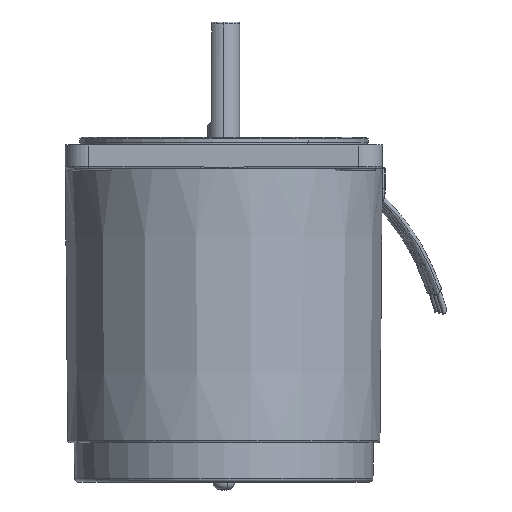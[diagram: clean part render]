
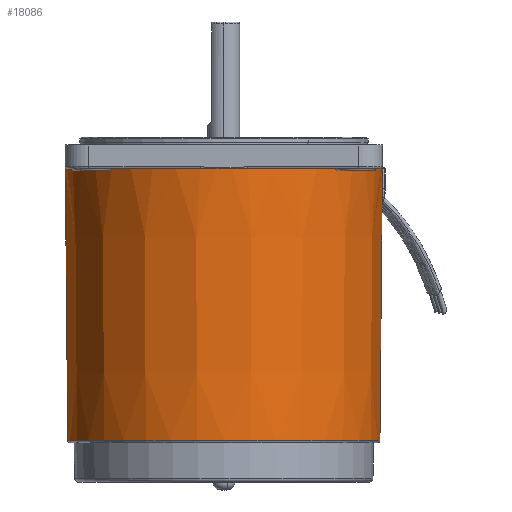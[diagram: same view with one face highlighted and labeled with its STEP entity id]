
A CAD part, left-side view. The second image highlights one B-rep face of the part: STEP entity #18086.
In plain terms, the highlighted conical face has half-angle 0.5 degrees and reference radius 39.35 mm.
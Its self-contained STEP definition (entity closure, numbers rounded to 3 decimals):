
#2612 = CARTESIAN_POINT ( 'NONE',  ( -39.948, 0., -6. ) ) ;
#2637 = CARTESIAN_POINT ( 'NONE',  ( 39.35, 0., -74.504 ) ) ;
#3051 = CARTESIAN_POINT ( 'NONE',  ( 5.964, 39.5, -6. ) ) ;
#3276 = CIRCLE ( 'NONE', #3326, 39.948 ) ;
#3281 = AXIS2_PLACEMENT_3D ( 'NONE', #3313, #3365, #3364 ) ;
#3288 = CARTESIAN_POINT ( 'NONE',  ( 0., 0., -6. ) ) ;
#3309 = CARTESIAN_POINT ( 'NONE',  ( -39.35, 0., -74.504 ) ) ;
#3312 = CARTESIAN_POINT ( 'NONE',  ( -5.964, 39.5, -6. ) ) ;
#3313 = CARTESIAN_POINT ( 'NONE',  ( 0., 0., -6. ) ) ;
#3314 = DIRECTION ( 'NONE',  ( 1., 0., 0. ) ) ;
#3315 = DIRECTION ( 'NONE',  ( 0., 0., 1. ) ) ;
#3316 = CARTESIAN_POINT ( 'NONE',  ( 0., 0., -74.504 ) ) ;
#3319 = CONICAL_SURFACE ( 'NONE', #3363, 39.35, 0.009 ) ;
#3320 = AXIS2_PLACEMENT_3D ( 'NONE', #3327, #3315, #3314 ) ;
#3321 = DIRECTION ( 'NONE',  ( 1., 0., 0. ) ) ;
#3322 = DIRECTION ( 'NONE',  ( 0., 0., 1. ) ) ;
#3323 = AXIS2_PLACEMENT_3D ( 'NONE', #3352, #3357, #3350 ) ;
#3324 = CARTESIAN_POINT ( 'NONE',  ( 39.5, 5.964, -6. ) ) ;
#3325 = DIRECTION ( 'NONE',  ( 1., 0., 0. ) ) ;
#3326 = AXIS2_PLACEMENT_3D ( 'NONE', #3335, #3322, #3321 ) ;
#3327 = CARTESIAN_POINT ( 'NONE',  ( 0., 0., -6. ) ) ;
#3331 = CIRCLE ( 'NONE', #3320, 39.948 ) ;
#3332 = CIRCLE ( 'NONE', #3334, 39.948 ) ;
#3333 = CIRCLE ( 'NONE', #3281, 39.948 ) ;
#3334 = AXIS2_PLACEMENT_3D ( 'NONE', #3288, #3340, #3325 ) ;
#3335 = CARTESIAN_POINT ( 'NONE',  ( 0., 0., -6. ) ) ;
#3340 = DIRECTION ( 'NONE',  ( 0., 0., 1. ) ) ;
#3350 = DIRECTION ( 'NONE',  ( 1., 0., 0. ) ) ;
#3352 = CARTESIAN_POINT ( 'NONE',  ( 0., 0., -74.504 ) ) ;
#3353 = DIRECTION ( 'NONE',  ( -0.009, 0., 1. ) ) ;
#3354 = VECTOR ( 'NONE', #3353, 1000. ) ;
#3355 = CARTESIAN_POINT ( 'NONE',  ( -39.35, 0., -74.504 ) ) ;
#3356 = LINE ( 'NONE', #3355, #3354 ) ;
#3357 = DIRECTION ( 'NONE',  ( 0., 0., 1. ) ) ;
#3358 = DIRECTION ( 'NONE',  ( 1., 0., 0. ) ) ;
#3359 = DIRECTION ( 'NONE',  ( 0., 0., 1. ) ) ;
#3363 = AXIS2_PLACEMENT_3D ( 'NONE', #3316, #3359, #3358 ) ;
#3364 = DIRECTION ( 'NONE',  ( 1., 0., 0. ) ) ;
#3365 = DIRECTION ( 'NONE',  ( 0., 0., 1. ) ) ;
#3366 = CARTESIAN_POINT ( 'NONE',  ( -39.5, 5.964, -6. ) ) ;
#3367 = CIRCLE ( 'NONE', #3323, 39.35 ) ;
#3368 = FACE_OUTER_BOUND ( 'NONE', #18024, .T. ) ;
#3452 = CARTESIAN_POINT ( 'NONE',  ( 39.948, 0., -6. ) ) ;
#3572 = CIRCLE ( 'NONE', #3609, 39.948 ) ;
#3595 = DIRECTION ( 'NONE',  ( 0., 0., 1. ) ) ;
#3601 = DIRECTION ( 'NONE',  ( 0.009, 0., 1. ) ) ;
#3602 = VECTOR ( 'NONE', #3601, 1000. ) ;
#3609 = AXIS2_PLACEMENT_3D ( 'NONE', #3612, #3595, #3656 ) ;
#3610 = CARTESIAN_POINT ( 'NONE',  ( 39.35, 0., -74.504 ) ) ;
#3611 = LINE ( 'NONE', #3610, #3602 ) ;
#3612 = CARTESIAN_POINT ( 'NONE',  ( 0., 0., -6. ) ) ;
#3656 = DIRECTION ( 'NONE',  ( 1., 0., 0. ) ) ;
#17964 = VERTEX_POINT ( 'NONE', #3051 ) ;
#18004 = ORIENTED_EDGE ( 'NONE', *, *, #18080, .F. ) ;
#18005 = ORIENTED_EDGE ( 'NONE', *, *, #18089, .T. ) ;
#18010 = VERTEX_POINT ( 'NONE', #2637 ) ;
#18012 = VERTEX_POINT ( 'NONE', #2612 ) ;
#18024 = EDGE_LOOP ( 'NONE', ( #18088, #18005, #18004, #18075, #18077, #18074, #18219, #18141 ) ) ;
#18074 = ORIENTED_EDGE ( 'NONE', *, *, #18078, .F. ) ;
#18075 = ORIENTED_EDGE ( 'NONE', *, *, #18082, .F. ) ;
#18076 = EDGE_CURVE ( 'NONE', #17964, #18084, #3332, .T. ) ;
#18077 = ORIENTED_EDGE ( 'NONE', *, *, #18076, .F. ) ;
#18078 = EDGE_CURVE ( 'NONE', #18079, #17964, #3276, .T. ) ;
#18079 = VERTEX_POINT ( 'NONE', #3324 ) ;
#18080 = EDGE_CURVE ( 'NONE', #18087, #18012, #3331, .T. ) ;
#18082 = EDGE_CURVE ( 'NONE', #18084, #18087, #3333, .T. ) ;
#18083 = VERTEX_POINT ( 'NONE', #3309 ) ;
#18084 = VERTEX_POINT ( 'NONE', #3312 ) ;
#18086 = ADVANCED_FACE ( 'NONE', ( #3368 ), #3319, .T. ) ;
#18087 = VERTEX_POINT ( 'NONE', #3366 ) ;
#18088 = ORIENTED_EDGE ( 'NONE', *, *, #18090, .T. ) ;
#18089 = EDGE_CURVE ( 'NONE', #18083, #18012, #3356, .T. ) ;
#18090 = EDGE_CURVE ( 'NONE', #18010, #18083, #3367, .T. ) ;
#18138 = VERTEX_POINT ( 'NONE', #3452 ) ;
#18141 = ORIENTED_EDGE ( 'NONE', *, *, #18220, .F. ) ;
#18219 = ORIENTED_EDGE ( 'NONE', *, *, #18221, .F. ) ;
#18220 = EDGE_CURVE ( 'NONE', #18010, #18138, #3611, .T. ) ;
#18221 = EDGE_CURVE ( 'NONE', #18138, #18079, #3572, .T. ) ;
